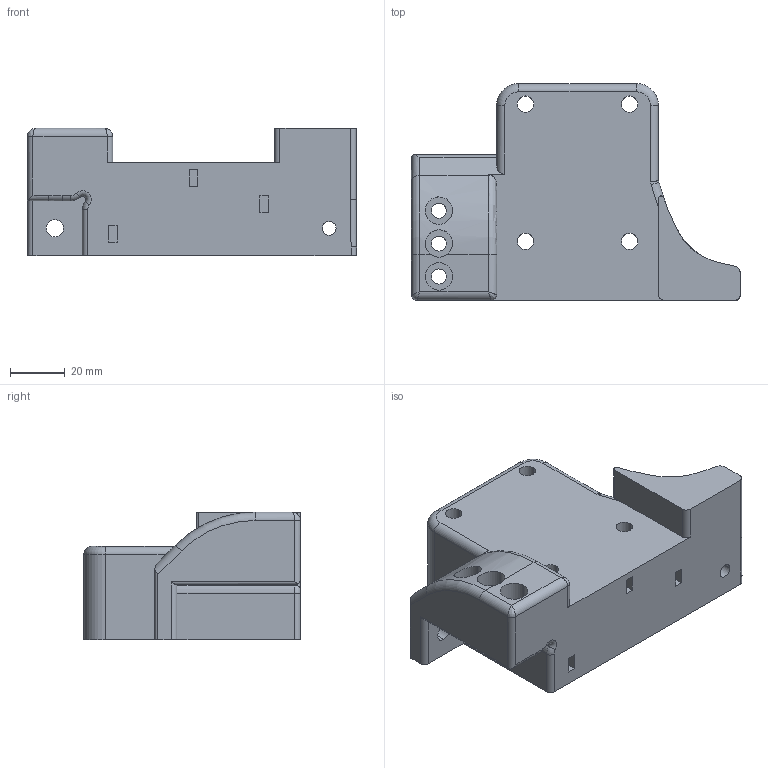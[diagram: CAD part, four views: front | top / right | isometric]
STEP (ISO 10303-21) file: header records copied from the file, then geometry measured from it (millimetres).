
FILE_DESCRIPTION(/* description */ ('STEP AP242','CAx-IF Rec.Pracs.---Representation and Presentation of Product Manufacturing Information (PMI)---4.0---2014-10-13','CAx-IF Rec.Pracs.---3D Tessellated Geometry---0.4---2014-09-14','2;1'),/* implementation_level */ '2;1');
FILE_NAME(/* name */ '68619dc4ba0bc90cbf32164a',/* time_stamp */ '2025-06-29T20:10:45Z',/* author */ (''),/* organization */ (''),/* preprocessor_version */ 'ST-DEVELOPER v20',/* originating_system */ 'ONSHAPE BY PTC INC, 1.200',/* authorisation */ ' ');
FILE_SCHEMA (('AP242_MANAGED_MODEL_BASED_3D_ENGINEERING_MIM_LF { 1 0 10303 442 1 1 4 }'));
Length unit declared in the file: millimetre
Products named in the file (1): Part 1
Bounding box: 119.98 x 79 x 46.5 mm (x, y, z)
Volume: 222665 mm3; surface area: 37351.4 mm2
Topology: 1 solids, 1 shells, 133 faces, 361 edges, 234 vertices
Faces by surface type: cylinder 66, plane 43, bspline 14, torus 10
Entity records: 4738 total; most frequent: CARTESIAN_POINT 1361, ORIENTED_EDGE 718, DIRECTION 683, EDGE_CURVE 359, AXIS2_PLACEMENT_3D 258, VERTEX_POINT 234, LINE 167, VECTOR 167
